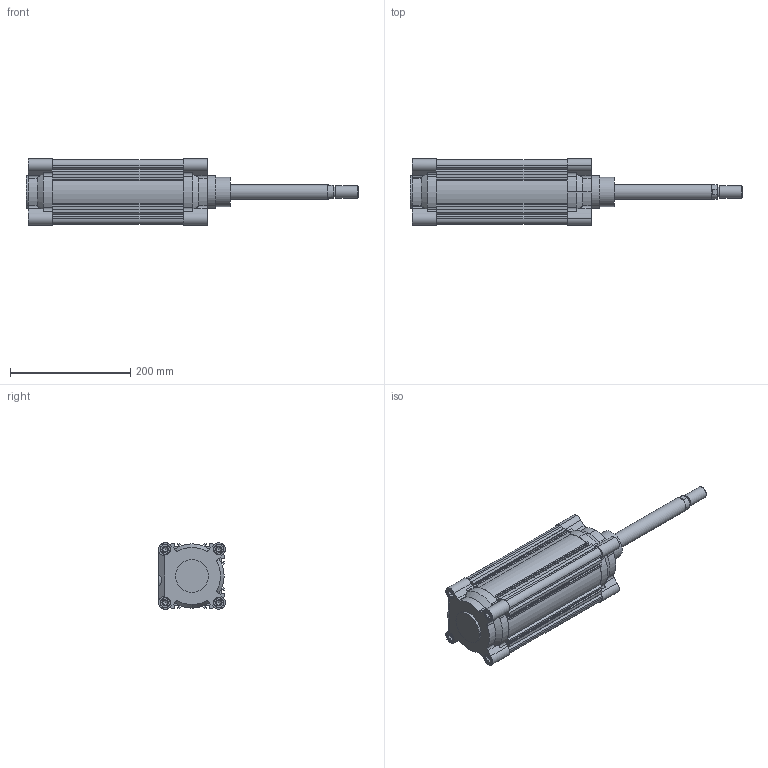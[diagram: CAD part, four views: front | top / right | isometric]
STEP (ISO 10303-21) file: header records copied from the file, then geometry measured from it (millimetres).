
FILE_DESCRIPTION(/* description */ ('Alibre Inc.'),/* implementation_level */ '2;1');
FILE_NAME(/* name */ 'export-30D56110-1A07-4B1F-9C19-CADC186F1C55',/* time_stamp */ '2022-06-14T15:22:39+02:00',/* author */ (''),/* organization */ (''),/* preprocessor_version */ 'ST-DEVELOPER v17',/* originating_system */ 'Alibre',/* authorisation */ '');
FILE_SCHEMA (('AUTOMOTIVE_DESIGN'));
Length unit declared in the file: millimetre
Products named in the file (5): 100121160-R; 100121-HR; 100-121-160--200-B; 100-HL; 121AA10160ZP-0-0-0--/(160-0)
Bounding box: 553 x 111 x 111 mm (x, y, z)
Volume: 2131300.7 mm3; surface area: 368356 mm2
Topology: 4 solids, 4 shells, 400 faces, 1037 edges, 672 vertices
Faces by surface type: plane 248, cylinder 122, cone 30
Full cylindrical faces by diameter (mm): 8.376 x8, 8.5 x2, 16 x8, 17 x9, 18.631 x2, 20 x1, 24 x1, 25 x2, 49 x1, 55 x2, 100 x4
Entity records: 11970 total; most frequent: CARTESIAN_POINT 2319, ORIENTED_EDGE 2054, DIRECTION 1811, EDGE_CURVE 1027, AXIS2_PLACEMENT_3D 681, VERTEX_POINT 672, VECTOR 657, LINE 657
